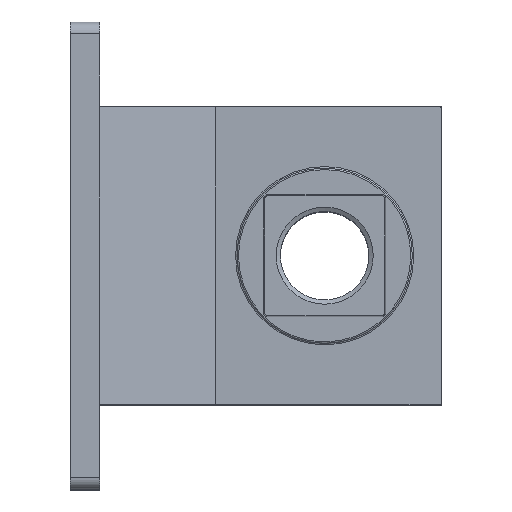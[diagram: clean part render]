
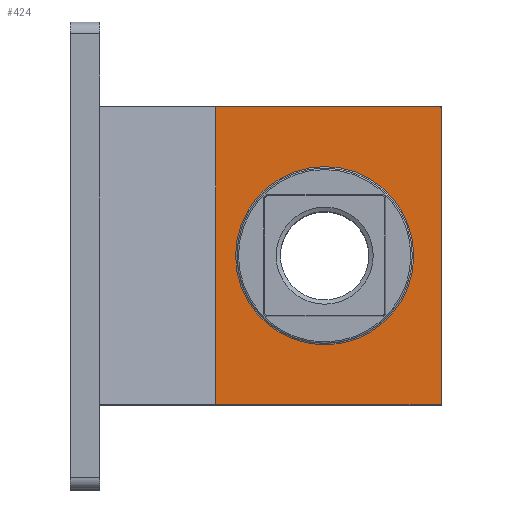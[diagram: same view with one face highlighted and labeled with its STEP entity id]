
A CAD part, top view. The second image highlights one B-rep face of the part: STEP entity #424.
In plain terms, the highlighted planar face has unit normal (0, 0, 1).
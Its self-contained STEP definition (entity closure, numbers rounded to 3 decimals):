
#424 = ADVANCED_FACE( '', ( #862, #863 ), #864, .T. );
#862 = FACE_BOUND( '', #1623, .T. );
#863 = FACE_OUTER_BOUND( '', #1624, .T. );
#864 = PLANE( '', #1625 );
#1623 = EDGE_LOOP( '', ( #2894 ) );
#1624 = EDGE_LOOP( '', ( #2895, #2896, #2897, #2898, #2899, #2900 ) );
#1625 = AXIS2_PLACEMENT_3D( '', #2901, #2902, #2903 );
#2894 = ORIENTED_EDGE( '', *, *, #5147, .T. );
#2895 = ORIENTED_EDGE( '', *, *, #5160, .T. );
#2896 = ORIENTED_EDGE( '', *, *, #5161, .F. );
#2897 = ORIENTED_EDGE( '', *, *, #5162, .T. );
#2898 = ORIENTED_EDGE( '', *, *, #5163, .T. );
#2899 = ORIENTED_EDGE( '', *, *, #5157, .T. );
#2900 = ORIENTED_EDGE( '', *, *, #5164, .F. );
#2901 = CARTESIAN_POINT( '', ( 127., 51., 5.5 ) );
#2902 = DIRECTION( '', ( 0., 0., 1. ) );
#2903 = DIRECTION( '', ( 1., 0., 0. ) );
#5147 = EDGE_CURVE( '', #6174, #6174, #6175, .T. );
#5157 = EDGE_CURVE( '', #6194, #6192, #6195, .T. );
#5160 = EDGE_CURVE( '', #6198, #6199, #6200, .T. );
#5161 = EDGE_CURVE( '', #6201, #6199, #6202, .T. );
#5162 = EDGE_CURVE( '', #6201, #6203, #6204, .T. );
#5163 = EDGE_CURVE( '', #6203, #6194, #6205, .T. );
#5164 = EDGE_CURVE( '', #6198, #6192, #6206, .T. );
#6174 = VERTEX_POINT( '', #7785 );
#6175 = CIRCLE( '', #7786, 30.5 );
#6192 = VERTEX_POINT( '', #7809 );
#6194 = VERTEX_POINT( '', #7812 );
#6195 = LINE( '', #7813, #7814 );
#6198 = VERTEX_POINT( '', #7819 );
#6199 = VERTEX_POINT( '', #7820 );
#6200 = CIRCLE( '', #7821, 0.5 );
#6201 = VERTEX_POINT( '', #7822 );
#6202 = LINE( '', #7823, #7824 );
#6203 = VERTEX_POINT( '', #7825 );
#6204 = CIRCLE( '', #7826, 0.5 );
#6205 = LINE( '', #7827, #7828 );
#6206 = LINE( '', #7829, #7830 );
#7785 = CARTESIAN_POINT( '', ( 56.5, 0., 5.5 ) );
#7786 = AXIS2_PLACEMENT_3D( '', #9555, #9556, #9557 );
#7809 = CARTESIAN_POINT( '', ( 49.699, -51., 5.5 ) );
#7812 = CARTESIAN_POINT( '', ( 49.699, 51., 5.5 ) );
#7813 = CARTESIAN_POINT( '', ( 49.699, 51., 5.5 ) );
#7814 = VECTOR( '', #9571, 1000. );
#7819 = CARTESIAN_POINT( '', ( 126.5, -51., 5.5 ) );
#7820 = CARTESIAN_POINT( '', ( 127., -50.5, 5.5 ) );
#7821 = AXIS2_PLACEMENT_3D( '', #9574, #9575, #9576 );
#7822 = CARTESIAN_POINT( '', ( 127., 50.5, 5.5 ) );
#7823 = CARTESIAN_POINT( '', ( 127., 51., 5.5 ) );
#7824 = VECTOR( '', #9577, 1000. );
#7825 = CARTESIAN_POINT( '', ( 126.5, 51., 5.5 ) );
#7826 = AXIS2_PLACEMENT_3D( '', #9578, #9579, #9580 );
#7827 = CARTESIAN_POINT( '', ( 127., 51., 5.5 ) );
#7828 = VECTOR( '', #9581, 1000. );
#7829 = CARTESIAN_POINT( '', ( 127., -51., 5.5 ) );
#7830 = VECTOR( '', #9582, 1000. );
#9555 = CARTESIAN_POINT( '', ( 87., 0., 5.5 ) );
#9556 = DIRECTION( '', ( 0., 0., -1. ) );
#9557 = DIRECTION( '', ( -1., 0., 0. ) );
#9571 = DIRECTION( '', ( 0., -1., 0. ) );
#9574 = CARTESIAN_POINT( '', ( 126.5, -50.5, 5.5 ) );
#9575 = DIRECTION( '', ( 0., 0., 1. ) );
#9576 = DIRECTION( '', ( 1., 0., 0. ) );
#9577 = DIRECTION( '', ( 0., -1., 0. ) );
#9578 = CARTESIAN_POINT( '', ( 126.5, 50.5, 5.5 ) );
#9579 = DIRECTION( '', ( 0., 0., 1. ) );
#9580 = DIRECTION( '', ( 1., 0., 0. ) );
#9581 = DIRECTION( '', ( -1., 0., 0. ) );
#9582 = DIRECTION( '', ( -1., 0., 0. ) );
